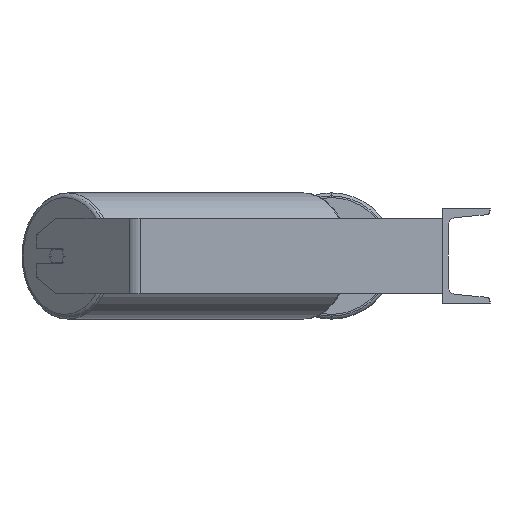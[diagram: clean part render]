
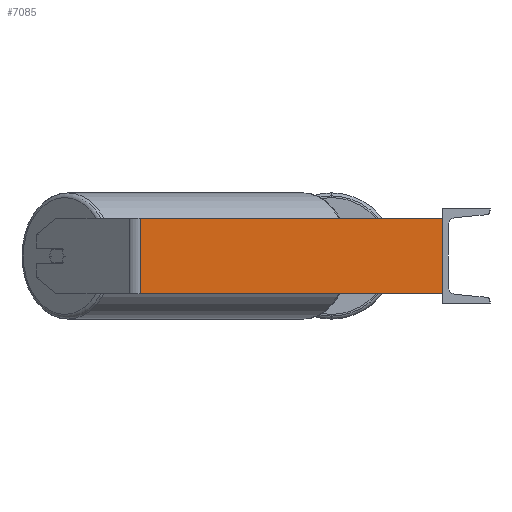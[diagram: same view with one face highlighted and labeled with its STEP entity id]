
A CAD part, left-side view. The second image highlights one B-rep face of the part: STEP entity #7085.
In plain terms, the highlighted planar face has unit normal (-1, 0, 0).
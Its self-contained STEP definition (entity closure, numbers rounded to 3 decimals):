
#352 = VERTEX_POINT ( 'NONE', #7355 ) ;
#467 = VECTOR ( 'NONE', #2228, 1000. ) ;
#533 = EDGE_CURVE ( 'NONE', #3424, #2143, #3891, .T. ) ;
#995 = VECTOR ( 'NONE', #8112, 1000. ) ;
#1112 = DIRECTION ( 'NONE',  ( 0., -1., 0. ) ) ;
#1119 = CARTESIAN_POINT ( 'NONE',  ( -585., 0., 40. ) ) ;
#2143 = VERTEX_POINT ( 'NONE', #7379 ) ;
#2228 = DIRECTION ( 'NONE',  ( 0., -1., 0. ) ) ;
#2570 = VECTOR ( 'NONE', #1112, 1000. ) ;
#3092 = LINE ( 'NONE', #4273, #467 ) ;
#3376 = DIRECTION ( 'NONE',  ( 0., 0., -1. ) ) ;
#3418 = CARTESIAN_POINT ( 'NONE',  ( -585., 324.958, 40. ) ) ;
#3424 = VERTEX_POINT ( 'NONE', #7670 ) ;
#3513 = LINE ( 'NONE', #6434, #5995 ) ;
#3891 = LINE ( 'NONE', #1119, #995 ) ;
#4273 = CARTESIAN_POINT ( 'NONE',  ( -585., 324.958, 40. ) ) ;
#4441 = DIRECTION ( 'NONE',  ( 0., 0., -1. ) ) ;
#4737 = FACE_OUTER_BOUND ( 'NONE', #8526, .T. ) ;
#4870 = DIRECTION ( 'NONE',  ( 1., 0., 0. ) ) ;
#4897 = EDGE_CURVE ( 'NONE', #352, #2143, #6037, .T. ) ;
#5522 = VERTEX_POINT ( 'NONE', #7468 ) ;
#5995 = VECTOR ( 'NONE', #4441, 1000. ) ;
#6037 = LINE ( 'NONE', #8015, #2570 ) ;
#6434 = CARTESIAN_POINT ( 'NONE',  ( -585., 318.33, 40. ) ) ;
#6460 = ORIENTED_EDGE ( 'NONE', *, *, #7207, .T. ) ;
#6700 = ORIENTED_EDGE ( 'NONE', *, *, #533, .F. ) ;
#6783 = ORIENTED_EDGE ( 'NONE', *, *, #8218, .F. ) ;
#6865 = PLANE ( 'NONE',  #8905 ) ;
#7085 = ADVANCED_FACE ( 'NONE', ( #4737 ), #6865, .F. ) ;
#7207 = EDGE_CURVE ( 'NONE', #5522, #352, #3513, .T. ) ;
#7355 = CARTESIAN_POINT ( 'NONE',  ( -585., 318.33, -40. ) ) ;
#7379 = CARTESIAN_POINT ( 'NONE',  ( -585., 0., -40. ) ) ;
#7468 = CARTESIAN_POINT ( 'NONE',  ( -585., 318.33, 40. ) ) ;
#7647 = ORIENTED_EDGE ( 'NONE', *, *, #4897, .T. ) ;
#7670 = CARTESIAN_POINT ( 'NONE',  ( -585., 0., 40. ) ) ;
#8015 = CARTESIAN_POINT ( 'NONE',  ( -585., 324.958, -40. ) ) ;
#8112 = DIRECTION ( 'NONE',  ( 0., 0., -1. ) ) ;
#8218 = EDGE_CURVE ( 'NONE', #5522, #3424, #3092, .T. ) ;
#8526 = EDGE_LOOP ( 'NONE', ( #7647, #6700, #6783, #6460 ) ) ;
#8905 = AXIS2_PLACEMENT_3D ( 'NONE', #3418, #4870, #3376 ) ;
